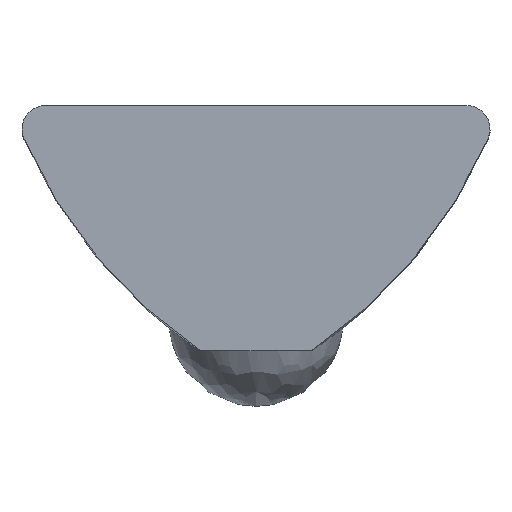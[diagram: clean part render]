
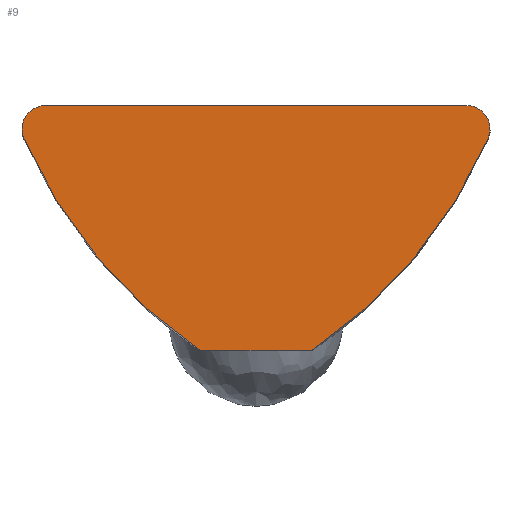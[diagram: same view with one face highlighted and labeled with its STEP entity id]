
A CAD part, top view. The second image highlights one B-rep face of the part: STEP entity #9.
In plain terms, the highlighted planar face has unit normal (0, 0, 1).
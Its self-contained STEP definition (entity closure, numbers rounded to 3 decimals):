
#4 = CIRCLE ( 'NONE', #346, 8.5 ) ;
#5 = CIRCLE ( 'NONE', #558, 0.4 ) ;
#7 = EDGE_CURVE ( 'NONE', #132, #301, #204, .T. ) ;
#9 = ADVANCED_FACE ( 'NONE', ( #253 ), #61, .T. ) ;
#19 = ORIENTED_EDGE ( 'NONE', *, *, #62, .T. ) ;
#25 = CARTESIAN_POINT ( 'NONE',  ( -3.612, -0.4, 12. ) ) ;
#31 = AXIS2_PLACEMENT_3D ( 'NONE', #244, #294, #390 ) ;
#48 = ORIENTED_EDGE ( 'NONE', *, *, #192, .T. ) ;
#58 = CARTESIAN_POINT ( 'NONE',  ( 3.612, 0., 12. ) ) ;
#61 = PLANE ( 'NONE',  #31 ) ;
#62 = EDGE_CURVE ( 'NONE', #395, #301, #531, .T. ) ;
#86 = EDGE_CURVE ( 'NONE', #438, #395, #499, .T. ) ;
#87 = CARTESIAN_POINT ( 'NONE',  ( -4.012, -0.4, 12. ) ) ;
#88 = ORIENTED_EDGE ( 'NONE', *, *, #354, .T. ) ;
#92 = CARTESIAN_POINT ( 'NONE',  ( -3.811, -4.2, 12. ) ) ;
#108 = DIRECTION ( 'NONE',  ( -1., 0., 0. ) ) ;
#123 = DIRECTION ( 'NONE',  ( -1., 0., 0. ) ) ;
#132 = VERTEX_POINT ( 'NONE', #87 ) ;
#153 = CARTESIAN_POINT ( 'NONE',  ( -0.95, -4.2, 12. ) ) ;
#184 = EDGE_CURVE ( 'NONE', #560, #401, #203, .T. ) ;
#192 = EDGE_CURVE ( 'NONE', #401, #241, #349, .T. ) ;
#195 = CARTESIAN_POINT ( 'NONE',  ( 3.979, -0.56, 12. ) ) ;
#197 = CARTESIAN_POINT ( 'NONE',  ( -3.811, 2.842, 12. ) ) ;
#199 = DIRECTION ( 'NONE',  ( -1., 0., 0. ) ) ;
#203 = CIRCLE ( 'NONE', #425, 8.5 ) ;
#204 = CIRCLE ( 'NONE', #388, 0.4 ) ;
#241 = VERTEX_POINT ( 'NONE', #516 ) ;
#244 = CARTESIAN_POINT ( 'NONE',  ( -3.811, 2.842, 12. ) ) ;
#245 = AXIS2_PLACEMENT_3D ( 'NONE', #580, #535, #489 ) ;
#249 = ORIENTED_EDGE ( 'NONE', *, *, #7, .F. ) ;
#252 = CARTESIAN_POINT ( 'NONE',  ( -3.979, -0.56, 12. ) ) ;
#253 = FACE_OUTER_BOUND ( 'NONE', #491, .T. ) ;
#274 = VECTOR ( 'NONE', #304, 1000. ) ;
#276 = CARTESIAN_POINT ( 'NONE',  ( -3.612, 0., 12. ) ) ;
#283 = ORIENTED_EDGE ( 'NONE', *, *, #184, .T. ) ;
#290 = DIRECTION ( 'NONE',  ( 0., 0., 1. ) ) ;
#294 = DIRECTION ( 'NONE',  ( 0., 0., 1. ) ) ;
#301 = VERTEX_POINT ( 'NONE', #276 ) ;
#304 = DIRECTION ( 'NONE',  ( -1., 0., 0. ) ) ;
#307 = VECTOR ( 'NONE', #506, 1000. ) ;
#340 = CARTESIAN_POINT ( 'NONE',  ( -3.612, -0.4, 12. ) ) ;
#346 = AXIS2_PLACEMENT_3D ( 'NONE', #197, #290, #199 ) ;
#349 = LINE ( 'NONE', #92, #307 ) ;
#354 = EDGE_CURVE ( 'NONE', #241, #438, #4, .T. ) ;
#363 = DIRECTION ( 'NONE',  ( 0., 0., -1. ) ) ;
#375 = DIRECTION ( 'NONE',  ( 0., 0., 1. ) ) ;
#384 = DIRECTION ( 'NONE',  ( 0., 0., -1. ) ) ;
#388 = AXIS2_PLACEMENT_3D ( 'NONE', #340, #384, #108 ) ;
#390 = DIRECTION ( 'NONE',  ( 1., 0., 0. ) ) ;
#395 = VERTEX_POINT ( 'NONE', #58 ) ;
#401 = VERTEX_POINT ( 'NONE', #153 ) ;
#416 = DIRECTION ( 'NONE',  ( -1., 0., 0. ) ) ;
#425 = AXIS2_PLACEMENT_3D ( 'NONE', #597, #375, #416 ) ;
#431 = CARTESIAN_POINT ( 'NONE',  ( 3.612, 0., 12. ) ) ;
#438 = VERTEX_POINT ( 'NONE', #195 ) ;
#489 = DIRECTION ( 'NONE',  ( -1., 0., 0. ) ) ;
#491 = EDGE_LOOP ( 'NONE', ( #575, #283, #48, #88, #541, #19, #249 ) ) ;
#499 = CIRCLE ( 'NONE', #245, 0.4 ) ;
#506 = DIRECTION ( 'NONE',  ( 1., 0., 0. ) ) ;
#513 = EDGE_CURVE ( 'NONE', #560, #132, #5, .T. ) ;
#516 = CARTESIAN_POINT ( 'NONE',  ( 0.95, -4.2, 12. ) ) ;
#531 = LINE ( 'NONE', #431, #274 ) ;
#535 = DIRECTION ( 'NONE',  ( 0., 0., 1. ) ) ;
#541 = ORIENTED_EDGE ( 'NONE', *, *, #86, .T. ) ;
#558 = AXIS2_PLACEMENT_3D ( 'NONE', #25, #363, #123 ) ;
#560 = VERTEX_POINT ( 'NONE', #252 ) ;
#575 = ORIENTED_EDGE ( 'NONE', *, *, #513, .F. ) ;
#580 = CARTESIAN_POINT ( 'NONE',  ( 3.612, -0.4, 12. ) ) ;
#597 = CARTESIAN_POINT ( 'NONE',  ( 3.811, 2.842, 12. ) ) ;
